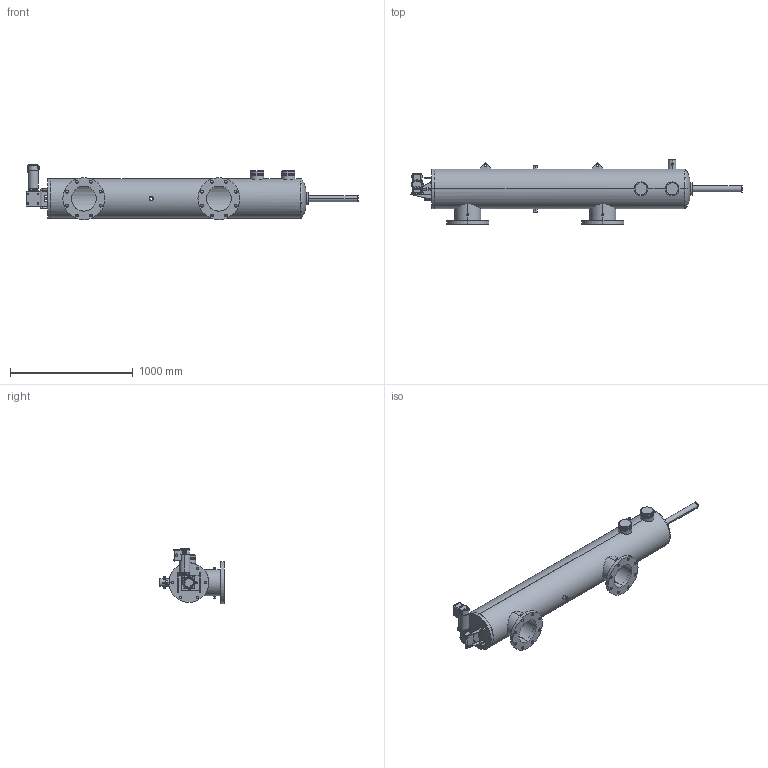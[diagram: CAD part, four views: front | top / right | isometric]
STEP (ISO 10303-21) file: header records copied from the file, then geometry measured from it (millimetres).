
FILE_DESCRIPTION (( 'STEP AP203' ), '1' );
FILE_NAME ('D8-180-LP.STEP', '2020-09-23T11:44:52', ( '' ), ( '' ), 'SwSTEP 2.0', 'SolidWorks 2018', '' );
FILE_SCHEMA (( 'CONFIG_CONTROL_DESIGN' ));
Length unit declared in the file: millimetre
Products named in the file (8): D8-180 for LP; reduced size motor; Washdown drive shaft; simp; simp2; Washdown mounting bracket; Motor assem; D8-180-LP
Assembly tree (13 placements, depth 3):
  D8-180-LP
    D8-180 for LP
    Motor assem
      Washdown drive shaft
      Washdown mounting bracket
      reduced size motor
      simp  x4
      simp2  x4
Bounding box: 2710.18 x 527.3 x 452.05 mm (x, y, z)
Volume: 19957181.5 mm3; surface area: 5657956.8 mm2
Topology: 24 solids, 24 shells, 1028 faces, 2617 edges, 1686 vertices
Faces by surface type: plane 505, cylinder 376, torus 64, bspline 58, cone 21, sphere 4
Entity records: 36537 total; most frequent: CARTESIAN_POINT 13074, ORIENTED_EDGE 4754, DIRECTION 4566, EDGE_CURVE 2377, AXIS2_PLACEMENT_3D 1650, VERTEX_POINT 1530, VECTOR 1266, LINE 1266
